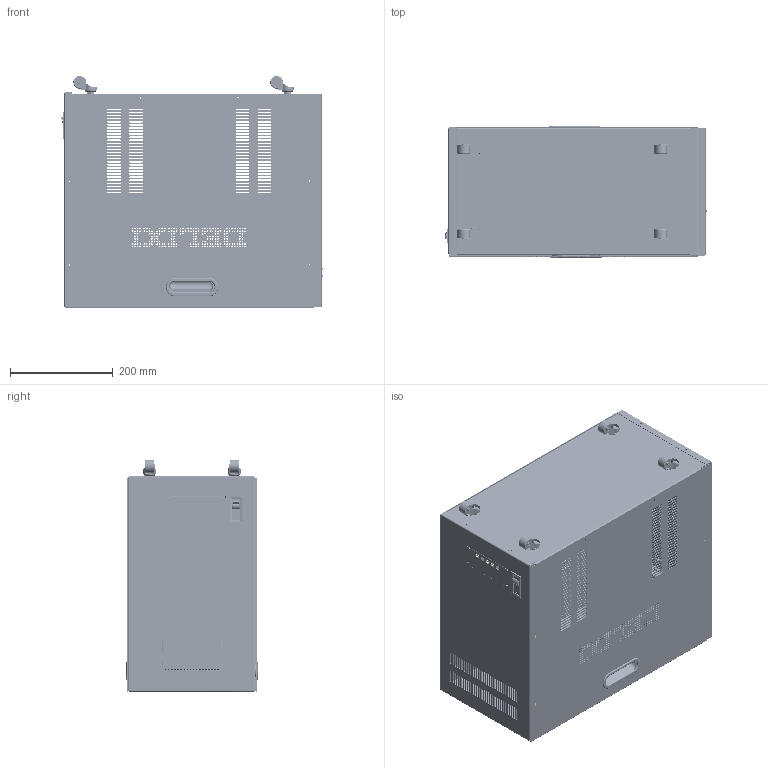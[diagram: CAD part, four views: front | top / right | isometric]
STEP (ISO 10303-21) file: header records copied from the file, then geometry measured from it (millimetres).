
FILE_DESCRIPTION(/* description */ (''),/* implementation_level */ '2;1');
FILE_NAME(/* name */ 'JJW-D10KVA三维图-202508.stp',/* time_stamp */ '2025-08-20T10:51:30+08:00',/* author */ (''),/* organization */ (''),/* preprocessor_version */ 'ST-DEVELOPER v20',/* originating_system */ 'SIEMENS PLM Software NX2312.1700',/* authorisation */ '');
FILE_SCHEMA (('AUTOMOTIVE_DESIGN { 1 0 10303 214 3 1 1 1 }'));
Products named in the file (12): JJW-D10K后板; DZ47单联空开33912; 长圆形提手扣-; JJW-D10K底板; JJW-D10K面板; JJW-D10K盖子; 指示灯83716; JJW-D2K端子板45692; 断路器支架254249; 8530表架75196; JJW-D10K脚轮; JJW-D10KVA三维图-202505_step
Assembly tree (16 placements, depth 2):
  JJW-D10KVA三维图-202505_step
    JJW-D10K脚轮  x4
    8530表架75196
    断路器支架254249
    JJW-D2K端子板45692
    指示灯83716  x2
    JJW-D10K盖子
    JJW-D10K面板
    JJW-D10K底板
    长圆形提手扣-  x2
    DZ47单联空开33912
    JJW-D10K后板
Bounding box: 511.49 x 256 x 452.99 mm (x, y, z)
Volume: 1020247.8 mm3; surface area: 1915102.2 mm2
Topology: 34 solids, 36 shells, 3583 faces, 9951 edges, 6477 vertices
Faces by surface type: cylinder 1935, plane 1504, torus 60, sphere 36, extrusion 20, bspline 20, cone 8
Full cylindrical faces by diameter (mm): 3.8 x4, 4 x8, 6 x4, 7.5 x4, 23.4 x8, 25 x4, 26.14 x4
Entity records: 117404 total; most frequent: CARTESIAN_POINT 20273, DIRECTION 19496, ORIENTED_EDGE 18616, EDGE_CURVE 9308, AXIS2_PLACEMENT_3D 6970, VERTEX_POINT 6095, VECTOR 5556, LINE 5548
